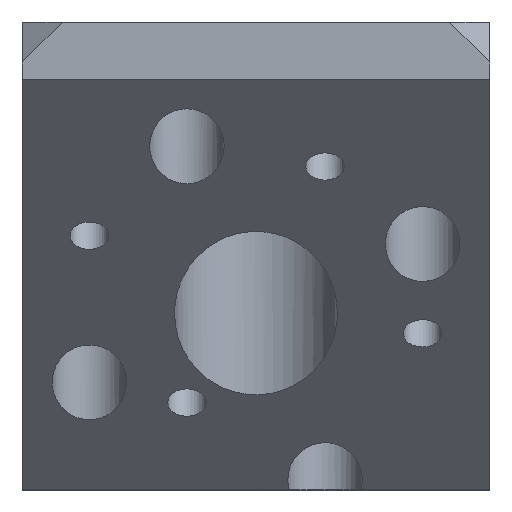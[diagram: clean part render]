
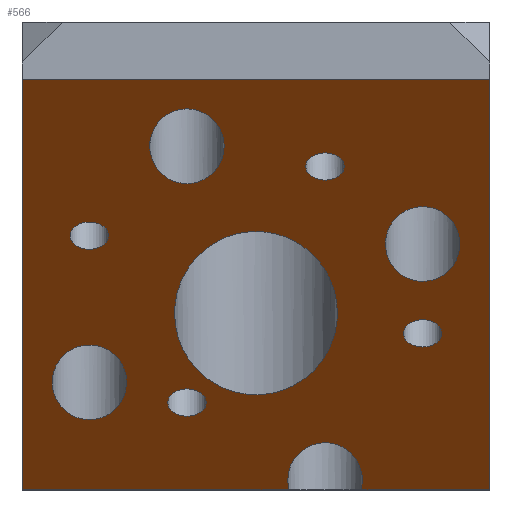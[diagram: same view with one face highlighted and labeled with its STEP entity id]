
A CAD part, top view. The second image highlights one B-rep face of the part: STEP entity #566.
In plain terms, the highlighted planar face has unit normal (0, -0.707, 0.707).
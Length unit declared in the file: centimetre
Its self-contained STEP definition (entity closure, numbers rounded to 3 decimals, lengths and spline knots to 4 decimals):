
#110=VECTOR('',#660,1.);
#124=VECTOR('',#686,1.);
#128=VECTOR('',#692,1.);
#129=VECTOR('',#721,1.);
#137=LINE('',#813,#110);
#151=LINE('',#849,#124);
#155=LINE('',#857,#128);
#156=LINE('',#883,#129);
#170=PLANE('',#613);
#178=ELLIPSE('',#584,1.347,0.9525);
#179=ELLIPSE('',#614,0.616,0.4356);
#180=ELLIPSE('',#615,0.616,0.4356);
#181=ELLIPSE('',#616,0.616,0.4356);
#182=ELLIPSE('',#617,0.616,0.4356);
#187=VERTEX_POINT('',#796);
#193=VERTEX_POINT('',#812);
#194=VERTEX_POINT('',#814);
#207=VERTEX_POINT('',#848);
#209=VERTEX_POINT('',#856);
#210=VERTEX_POINT('',#860);
#212=VERTEX_POINT('',#865);
#214=VERTEX_POINT('',#871);
#216=VERTEX_POINT('',#877);
#217=VERTEX_POINT('',#881);
#218=VERTEX_POINT('',#882);
#219=VERTEX_POINT('',#885);
#220=VERTEX_POINT('',#887);
#221=VERTEX_POINT('',#889);
#236=CIRCLE('',#600,0.2248);
#238=CIRCLE('',#603,0.2248);
#240=CIRCLE('',#607,0.2248);
#242=CIRCLE('',#611,0.2248);
#255=EDGE_CURVE('',#187,#187,#178,.T.);
#263=EDGE_CURVE('',#193,#194,#137,.T.);
#281=EDGE_CURVE('',#193,#207,#151,.T.);
#285=EDGE_CURVE('',#207,#209,#155,.T.);
#286=EDGE_CURVE('',#210,#210,#236,.T.);
#288=EDGE_CURVE('',#212,#212,#238,.T.);
#290=EDGE_CURVE('',#214,#214,#240,.T.);
#292=EDGE_CURVE('',#216,#216,#242,.T.);
#293=EDGE_CURVE('',#217,#218,#179,.T.);
#294=EDGE_CURVE('',#194,#218,#156,.T.);
#295=EDGE_CURVE('',#217,#209,#156,.T.);
#296=EDGE_CURVE('',#219,#219,#180,.T.);
#297=EDGE_CURVE('',#220,#220,#181,.T.);
#298=EDGE_CURVE('',#221,#221,#182,.T.);
#372=ORIENTED_EDGE('',*,*,#255,.T.);
#373=ORIENTED_EDGE('',*,*,#293,.T.);
#374=ORIENTED_EDGE('',*,*,#294,.F.);
#375=ORIENTED_EDGE('',*,*,#263,.F.);
#376=ORIENTED_EDGE('',*,*,#281,.T.);
#377=ORIENTED_EDGE('',*,*,#285,.T.);
#378=ORIENTED_EDGE('',*,*,#295,.F.);
#379=ORIENTED_EDGE('',*,*,#296,.T.);
#380=ORIENTED_EDGE('',*,*,#297,.T.);
#381=ORIENTED_EDGE('',*,*,#298,.T.);
#382=ORIENTED_EDGE('',*,*,#292,.T.);
#383=ORIENTED_EDGE('',*,*,#290,.T.);
#384=ORIENTED_EDGE('',*,*,#288,.T.);
#385=ORIENTED_EDGE('',*,*,#286,.T.);
#451=EDGE_LOOP('',(#372));
#452=EDGE_LOOP('',(#373,#374,#375,#376,#377,#378));
#453=EDGE_LOOP('',(#379));
#454=EDGE_LOOP('',(#380));
#455=EDGE_LOOP('',(#381));
#456=EDGE_LOOP('',(#382));
#457=EDGE_LOOP('',(#383));
#458=EDGE_LOOP('',(#384));
#459=EDGE_LOOP('',(#385));
#514=FACE_BOUND('',#451,.T.);
#515=FACE_BOUND('',#452,.T.);
#516=FACE_BOUND('',#453,.T.);
#517=FACE_BOUND('',#454,.T.);
#518=FACE_BOUND('',#455,.T.);
#519=FACE_BOUND('',#456,.T.);
#520=FACE_BOUND('',#457,.T.);
#521=FACE_BOUND('',#458,.T.);
#522=FACE_BOUND('',#459,.T.);
#566=ADVANCED_FACE('',(#514,#515,#516,#517,#518,#519,#520,#521,#522),#170,
 .T.);
#584=AXIS2_PLACEMENT_3D('',#795,#647,#648);
#600=AXIS2_PLACEMENT_3D('',#859,#695,#696);
#603=AXIS2_PLACEMENT_3D('',#864,#701,#702);
#607=AXIS2_PLACEMENT_3D('',#870,#708,#709);
#611=AXIS2_PLACEMENT_3D('',#876,#715,#716);
#613=AXIS2_PLACEMENT_3D('',#879,#718,$);
#614=AXIS2_PLACEMENT_3D('',#880,#719,#720);
#615=AXIS2_PLACEMENT_3D('',#884,#722,#723);
#616=AXIS2_PLACEMENT_3D('',#886,#724,#725);
#617=AXIS2_PLACEMENT_3D('',#888,#726,#727);
#647=DIRECTION('',(0.,0.707,-0.707));
#648=DIRECTION('',(0.,-0.953,-0.953));
#660=DIRECTION('',(0.,-0.707,-0.707));
#686=DIRECTION('',(-1.,0.,0.));
#692=DIRECTION('',(0.,-0.707,-0.707));
#695=DIRECTION('',(0.,0.707,-0.707));
#696=DIRECTION('',(0.225,0.,0.));
#701=DIRECTION('',(0.,0.707,-0.707));
#702=DIRECTION('',(0.225,0.,0.));
#708=DIRECTION('',(0.,0.707,-0.707));
#709=DIRECTION('',(0.225,0.,0.));
#715=DIRECTION('',(0.,0.707,-0.707));
#716=DIRECTION('',(0.225,0.,0.));
#718=DIRECTION('',(0.,-0.707,0.707));
#719=DIRECTION('',(0.,0.707,-0.707));
#720=DIRECTION('',(0.,0.436,0.436));
#721=DIRECTION('',(-1.,0.,0.));
#722=DIRECTION('',(0.,0.707,-0.707));
#723=DIRECTION('',(0.,0.436,0.436));
#724=DIRECTION('',(0.,0.707,-0.707));
#725=DIRECTION('',(0.,0.436,0.436));
#726=DIRECTION('',(0.,0.707,-0.707));
#727=DIRECTION('',(0.,0.436,0.436));
#795=CARTESIAN_POINT('',(0.,-6.129,0.));
#796=CARTESIAN_POINT('',(0.,-5.1765,0.9525));
#812=CARTESIAN_POINT('',(2.7305,-3.3985,2.7305));
#813=CARTESIAN_POINT('',(2.7305,-3.3985,2.7305));
#814=CARTESIAN_POINT('',(2.7305,-8.1915,-2.0625));
#848=CARTESIAN_POINT('',(-2.7305,-3.3985,2.7305));
#849=CARTESIAN_POINT('',(2.7305,-3.3985,2.7305));
#856=CARTESIAN_POINT('',(-2.7305,-8.1915,-2.0625));
#857=CARTESIAN_POINT('',(-2.7305,-3.3985,2.7305));
#859=CARTESIAN_POINT('',(0.8068,-4.4178,1.7113));
#860=CARTESIAN_POINT('',(1.0316,-4.4178,1.7113));
#864=CARTESIAN_POINT('',(-0.8068,-7.1723,-1.0432));
#865=CARTESIAN_POINT('',(-0.582,-7.1723,-1.0432));
#870=CARTESIAN_POINT('',(1.9477,-6.3655,-0.2365));
#871=CARTESIAN_POINT('',(2.1725,-6.3655,-0.2365));
#876=CARTESIAN_POINT('',(-1.9477,-5.2245,0.9045));
#877=CARTESIAN_POINT('',(-1.7229,-5.2245,0.9045));
#879=CARTESIAN_POINT('',(2.7305,-5.795,0.334));
#880=CARTESIAN_POINT('',(0.8068,-8.0767,-1.9477));
#881=CARTESIAN_POINT('',(0.3866,-8.1915,-2.0625));
#882=CARTESIAN_POINT('',(1.227,-8.1915,-2.0625));
#883=CARTESIAN_POINT('',(2.7305,-8.1915,-2.0625));
#884=CARTESIAN_POINT('',(-1.9477,-6.9358,-0.8068));
#885=CARTESIAN_POINT('',(-1.9477,-7.3714,-1.2424));
#886=CARTESIAN_POINT('',(1.9477,-5.3222,0.8068));
#887=CARTESIAN_POINT('',(1.9477,-5.7579,0.3712));
#888=CARTESIAN_POINT('',(-0.8068,-4.1813,1.9477));
#889=CARTESIAN_POINT('',(-0.8068,-4.6169,1.5121));
